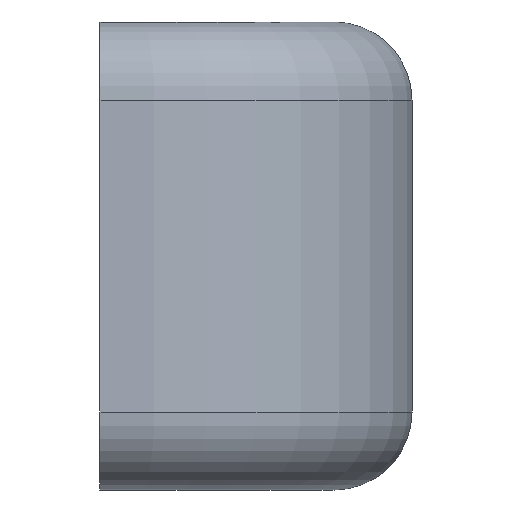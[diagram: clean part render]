
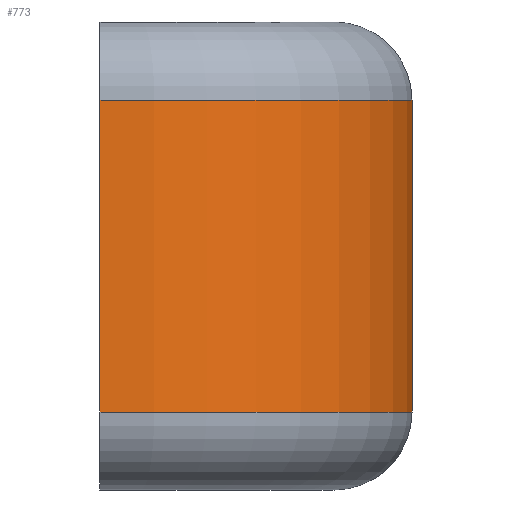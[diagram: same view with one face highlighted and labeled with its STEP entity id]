
A CAD part, left-side view. The second image highlights one B-rep face of the part: STEP entity #773.
In plain terms, the highlighted cylindrical face has radius 20 mm (diameter 40 mm), a partial arc.
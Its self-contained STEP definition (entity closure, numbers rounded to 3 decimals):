
#5 = DIRECTION ( 'NONE',  ( 0., 0., -1. ) ) ;
#25 = LINE ( 'NONE', #218, #85 ) ;
#31 = CYLINDRICAL_SURFACE ( 'NONE', #738, 20. ) ;
#58 = ORIENTED_EDGE ( 'NONE', *, *, #739, .T. ) ;
#61 = VERTEX_POINT ( 'NONE', #823 ) ;
#85 = VECTOR ( 'NONE', #612, 1000. ) ;
#114 = DIRECTION ( 'NONE',  ( -1., 0., 0. ) ) ;
#186 = LINE ( 'NONE', #581, #232 ) ;
#218 = CARTESIAN_POINT ( 'NONE',  ( -45., 0., 0. ) ) ;
#222 = EDGE_CURVE ( 'NONE', #61, #828, #25, .T. ) ;
#232 = VECTOR ( 'NONE', #5, 1000. ) ;
#237 = ORIENTED_EDGE ( 'NONE', *, *, #618, .T. ) ;
#258 = VERTEX_POINT ( 'NONE', #676 ) ;
#338 = CIRCLE ( 'NONE', #820, 20. ) ;
#368 = ORIENTED_EDGE ( 'NONE', *, *, #539, .T. ) ;
#369 = VERTEX_POINT ( 'NONE', #702 ) ;
#413 = DIRECTION ( 'NONE',  ( 0., 0., 1. ) ) ;
#416 = CARTESIAN_POINT ( 'NONE',  ( -45., 20., 30. ) ) ;
#423 = CARTESIAN_POINT ( 'NONE',  ( -45., 20., 25. ) ) ;
#485 = ORIENTED_EDGE ( 'NONE', *, *, #222, .F. ) ;
#493 = CARTESIAN_POINT ( 'NONE',  ( -45., 0., 5. ) ) ;
#497 = DIRECTION ( 'NONE',  ( 0., 0., -1. ) ) ;
#539 = EDGE_CURVE ( 'NONE', #369, #258, #186, .T. ) ;
#540 = DIRECTION ( 'NONE',  ( 0., 0., 1. ) ) ;
#548 = AXIS2_PLACEMENT_3D ( 'NONE', #423, #497, #114 ) ;
#550 = FACE_OUTER_BOUND ( 'NONE', #610, .T. ) ;
#563 = CIRCLE ( 'NONE', #548, 20. ) ;
#581 = CARTESIAN_POINT ( 'NONE',  ( -65., 20., 30. ) ) ;
#610 = EDGE_LOOP ( 'NONE', ( #485, #58, #368, #237 ) ) ;
#612 = DIRECTION ( 'NONE',  ( 0., 0., -1. ) ) ;
#618 = EDGE_CURVE ( 'NONE', #258, #828, #338, .T. ) ;
#663 = CARTESIAN_POINT ( 'NONE',  ( -45., 20., 5. ) ) ;
#676 = CARTESIAN_POINT ( 'NONE',  ( -65., 20., 5. ) ) ;
#702 = CARTESIAN_POINT ( 'NONE',  ( -65., 20., 25. ) ) ;
#738 = AXIS2_PLACEMENT_3D ( 'NONE', #416, #413, #795 ) ;
#739 = EDGE_CURVE ( 'NONE', #61, #369, #563, .T. ) ;
#773 = ADVANCED_FACE ( 'NONE', ( #550 ), #31, .T. ) ;
#795 = DIRECTION ( 'NONE',  ( 1., 0., 0. ) ) ;
#804 = DIRECTION ( 'NONE',  ( -1., 0., 0. ) ) ;
#820 = AXIS2_PLACEMENT_3D ( 'NONE', #663, #540, #804 ) ;
#823 = CARTESIAN_POINT ( 'NONE',  ( -45., 0., 25. ) ) ;
#828 = VERTEX_POINT ( 'NONE', #493 ) ;
